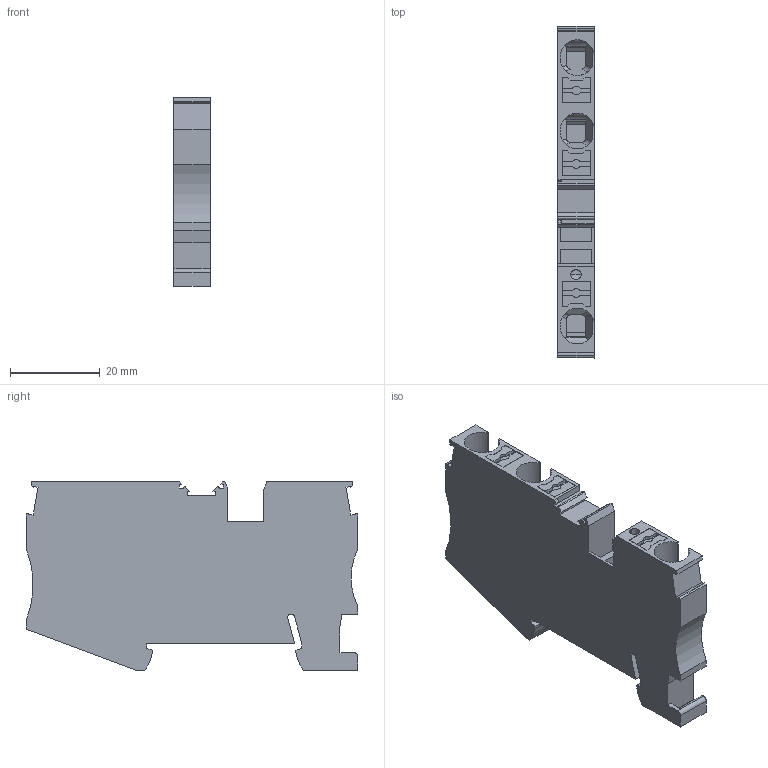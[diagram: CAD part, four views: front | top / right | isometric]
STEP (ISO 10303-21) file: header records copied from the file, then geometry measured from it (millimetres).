
FILE_DESCRIPTION(('Creo Elements/Direct Modeling STEP Export'),'2;1');
FILE_NAME('model.stp','2017-10-29T10:59:31',(''),(''),'Creo Elements/Direct Modeling STEP processor for AP214 (Solid Model)','Creo Elements/Direct Modeling 18.1I 14-Aug-2016 (C) Parametric Technology GmbH','');
FILE_SCHEMA(('AUTOMOTIVE_DESIGN { 1 0 10303 214 1 1 1 1 }'));
Length unit declared in the file: millimetre
Products named in the file (2): PT_6_TWIN_BU-select
Assembly tree (1 placements, depth 2):
  PT_6_TWIN_BU-select
    PT_6_TWIN_BU-select
Bounding box: 8.15 x 74.12 x 42.2 mm (x, y, z)
Volume: 18045.1 mm3; surface area: 9657.1 mm2
Topology: 1 solids, 1 shells, 217 faces, 631 edges, 420 vertices
Faces by surface type: plane 171, cylinder 46
Entity records: 9998 total; most frequent: CARTESIAN_POINT 2480, ORIENTED_EDGE 1262, DIRECTION 1113, EDGE_CURVE 631, VECTOR 501, LINE 501, VERTEX_POINT 420, AXIS2_PLACEMENT_3D 306
